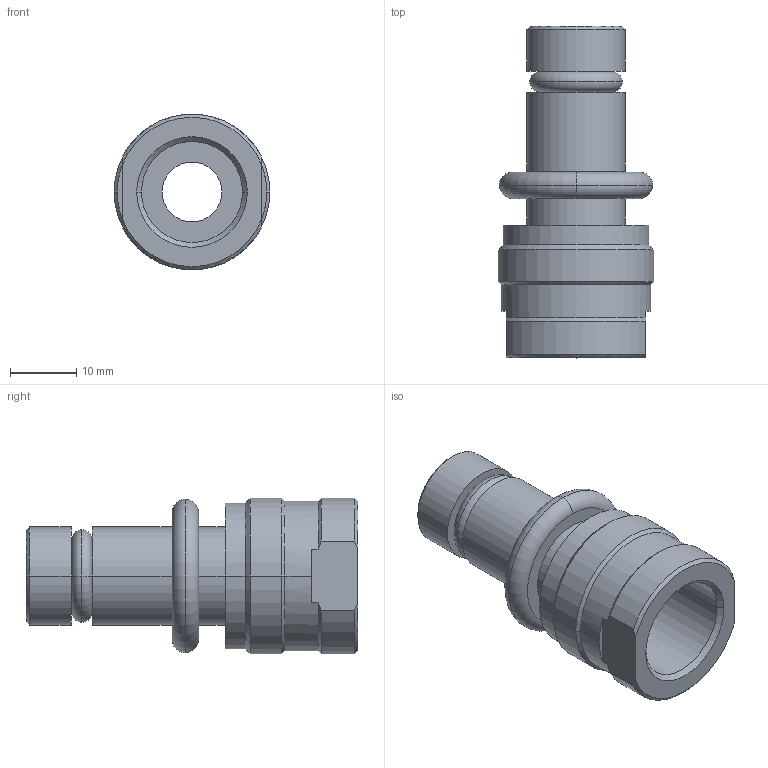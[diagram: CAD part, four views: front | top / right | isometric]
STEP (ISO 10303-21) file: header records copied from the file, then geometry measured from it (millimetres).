
FILE_DESCRIPTION(('STEP AP214'),'1');
FILE_NAME('arb_38_ni.stp','2020-04-22T06:05:40',('TraceParts'),('TraceParts S.A.'),'Spatial InterOp 3D',' ',' ');
FILE_SCHEMA(('automotive_design'));
Length unit declared in the file: millimetre
Products named in the file (1): 1
Bounding box: 23.5 x 50 x 23.5 mm (x, y, z)
Volume: 9237.6 mm3; surface area: 5866.9 mm2
Topology: 1 solids, 1 shells, 54 faces, 120 edges, 74 vertices
Faces by surface type: cylinder 22, cone 12, plane 12, torus 8
Entity records: 1956 total; most frequent: DIRECTION 294, CARTESIAN_POINT 265, ORIENTED_EDGE 240, AXIS2_PLACEMENT_3D 127, EDGE_CURVE 120, VERTEX_POINT 74, CIRCLE 72, EDGE_LOOP 62
